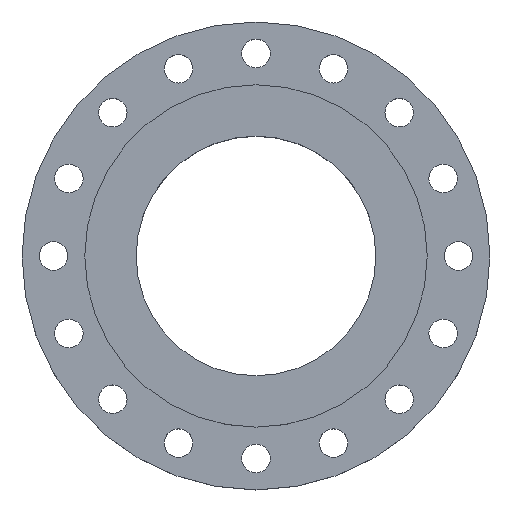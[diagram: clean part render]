
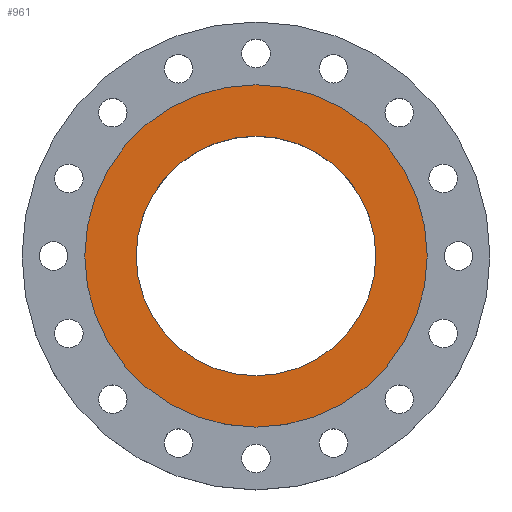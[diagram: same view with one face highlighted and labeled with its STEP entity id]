
A CAD part, top view. The second image highlights one B-rep face of the part: STEP entity #961.
In plain terms, the highlighted planar face has unit normal (0, 0, 1).
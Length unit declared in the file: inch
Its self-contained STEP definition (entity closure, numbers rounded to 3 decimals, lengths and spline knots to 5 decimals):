
#15 = CARTESIAN_POINT ( 'NONE',  ( -5.25, 0., 0. ) ) ;
#68 = AXIS2_PLACEMENT_3D ( 'NONE', #1533, #290, #861 ) ;
#92 = EDGE_CURVE ( 'NONE', #1057, #919, #841, .T. ) ;
#94 = ORIENTED_EDGE ( 'NONE', *, *, #315, .F. ) ;
#149 = DIRECTION ( 'NONE',  ( 0., 0., 1. ) ) ;
#153 = VERTEX_POINT ( 'NONE', #15 ) ;
#186 = CIRCLE ( 'NONE', #1493, 5.25 ) ;
#250 = AXIS2_PLACEMENT_3D ( 'NONE', #424, #149, #1536 ) ;
#263 = DIRECTION ( 'NONE',  ( 1., 0., 0. ) ) ;
#290 = DIRECTION ( 'NONE',  ( 0., 0., -1. ) ) ;
#303 = AXIS2_PLACEMENT_3D ( 'NONE', #963, #1508, #263 ) ;
#304 = CARTESIAN_POINT ( 'NONE',  ( 5.25, 0., 0. ) ) ;
#315 = EDGE_CURVE ( 'NONE', #153, #1715, #1247, .T. ) ;
#325 = DIRECTION ( 'NONE',  ( 0., 0., 1. ) ) ;
#330 = DIRECTION ( 'NONE',  ( 1., 0., 0. ) ) ;
#356 = CARTESIAN_POINT ( 'NONE',  ( 0., 0., 0. ) ) ;
#424 = CARTESIAN_POINT ( 'NONE',  ( 0., 0., 0. ) ) ;
#439 = PLANE ( 'NONE',  #68 ) ;
#443 = ORIENTED_EDGE ( 'NONE', *, *, #1123, .F. ) ;
#454 = CIRCLE ( 'NONE', #250, 7.5 ) ;
#467 = CARTESIAN_POINT ( 'NONE',  ( -7.5, 0., 0. ) ) ;
#841 = CIRCLE ( 'NONE', #303, 7.5 ) ;
#861 = DIRECTION ( 'NONE',  ( -1., 0., 0. ) ) ;
#887 = DIRECTION ( 'NONE',  ( 1., 0., 0. ) ) ;
#919 = VERTEX_POINT ( 'NONE', #1414 ) ;
#961 = ADVANCED_FACE ( 'NONE', ( #1148, #1000 ), #439, .F. ) ;
#962 = ORIENTED_EDGE ( 'NONE', *, *, #1683, .T. ) ;
#963 = CARTESIAN_POINT ( 'NONE',  ( 0., 0., 0. ) ) ;
#1000 = FACE_OUTER_BOUND ( 'NONE', #1734, .T. ) ;
#1038 = CARTESIAN_POINT ( 'NONE',  ( 0., 0., 0. ) ) ;
#1057 = VERTEX_POINT ( 'NONE', #467 ) ;
#1123 = EDGE_CURVE ( 'NONE', #1715, #153, #186, .T. ) ;
#1148 = FACE_BOUND ( 'NONE', #1218, .T. ) ;
#1218 = EDGE_LOOP ( 'NONE', ( #443, #94 ) ) ;
#1247 = CIRCLE ( 'NONE', #1437, 5.25 ) ;
#1414 = CARTESIAN_POINT ( 'NONE',  ( 7.5, 0., 0. ) ) ;
#1431 = ORIENTED_EDGE ( 'NONE', *, *, #92, .T. ) ;
#1437 = AXIS2_PLACEMENT_3D ( 'NONE', #356, #325, #887 ) ;
#1493 = AXIS2_PLACEMENT_3D ( 'NONE', #1038, #1573, #330 ) ;
#1508 = DIRECTION ( 'NONE',  ( 0., 0., 1. ) ) ;
#1533 = CARTESIAN_POINT ( 'NONE',  ( 0., 5.25, 0. ) ) ;
#1536 = DIRECTION ( 'NONE',  ( 1., 0., 0. ) ) ;
#1573 = DIRECTION ( 'NONE',  ( 0., 0., 1. ) ) ;
#1683 = EDGE_CURVE ( 'NONE', #919, #1057, #454, .T. ) ;
#1715 = VERTEX_POINT ( 'NONE', #304 ) ;
#1734 = EDGE_LOOP ( 'NONE', ( #962, #1431 ) ) ;
